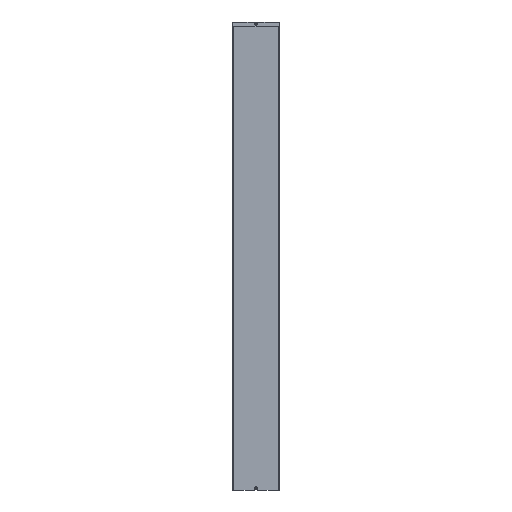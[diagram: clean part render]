
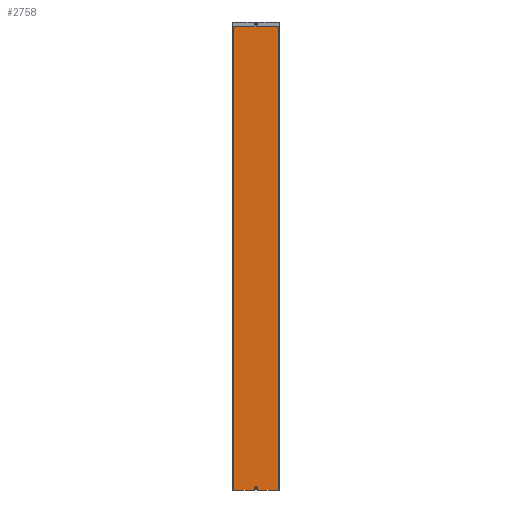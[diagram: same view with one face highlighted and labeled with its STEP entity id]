
A CAD part, front view. The second image highlights one B-rep face of the part: STEP entity #2758.
In plain terms, the highlighted planar face has unit normal (0, -1, 0).
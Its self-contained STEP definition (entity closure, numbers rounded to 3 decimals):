
#17 = EDGE_CURVE ( 'NONE', #5544, #595, #330, .T. ) ;
#109 = VERTEX_POINT ( 'NONE', #912 ) ;
#161 = ORIENTED_EDGE ( 'NONE', *, *, #2356, .T. ) ;
#167 = VECTOR ( 'NONE', #6790, 1000. ) ;
#181 = DIRECTION ( 'NONE',  ( 0., -1., 0. ) ) ;
#191 = CARTESIAN_POINT ( 'NONE',  ( 11.414, 0., -2969. ) ) ;
#245 = FACE_OUTER_BOUND ( 'NONE', #3312, .T. ) ;
#330 = LINE ( 'NONE', #461, #7423 ) ;
#349 = DIRECTION ( 'NONE',  ( 0.707, 0., -0.707 ) ) ;
#365 = ORIENTED_EDGE ( 'NONE', *, *, #6430, .T. ) ;
#392 = DIRECTION ( 'NONE',  ( 0., 0., 1. ) ) ;
#424 = VERTEX_POINT ( 'NONE', #805 ) ;
#461 = CARTESIAN_POINT ( 'NONE',  ( -149., 0., -2969. ) ) ;
#595 = VERTEX_POINT ( 'NONE', #5584 ) ;
#601 = CIRCLE ( 'NONE', #5302, 7.3 ) ;
#608 = CARTESIAN_POINT ( 'NONE',  ( -150., 0., -2969. ) ) ;
#787 = VECTOR ( 'NONE', #2689, 1000. ) ;
#805 = CARTESIAN_POINT ( 'NONE',  ( 10.854, 0., -2968.646 ) ) ;
#912 = CARTESIAN_POINT ( 'NONE',  ( -10.854, 0., -2968.646 ) ) ;
#987 = ORIENTED_EDGE ( 'NONE', *, *, #8630, .F. ) ;
#1037 = DIRECTION ( 'NONE',  ( 0., -1., 0. ) ) ;
#1053 = VERTEX_POINT ( 'NONE', #7347 ) ;
#1084 = DIRECTION ( 'NONE',  ( 1., 0., 0. ) ) ;
#1177 = DIRECTION ( 'NONE',  ( 0., 1., 0. ) ) ;
#1227 = ORIENTED_EDGE ( 'NONE', *, *, #5641, .T. ) ;
#1255 = EDGE_LOOP ( 'NONE', ( #5110, #1446 ) ) ;
#1278 = VERTEX_POINT ( 'NONE', #191 ) ;
#1332 = DIRECTION ( 'NONE',  ( 1., 0., 0. ) ) ;
#1336 = AXIS2_PLACEMENT_3D ( 'NONE', #4294, #181, #5003 ) ;
#1392 = AXIS2_PLACEMENT_3D ( 'NONE', #3138, #7880, #3845 ) ;
#1420 = CARTESIAN_POINT ( 'NONE',  ( -11.414, 0., -2969. ) ) ;
#1446 = ORIENTED_EDGE ( 'NONE', *, *, #7471, .T. ) ;
#1476 = CARTESIAN_POINT ( 'NONE',  ( -111.749, 0., 0. ) ) ;
#1653 = EDGE_CURVE ( 'NONE', #5544, #5480, #3118, .T. ) ;
#1689 = CARTESIAN_POINT ( 'NONE',  ( 10.5, 0., -2968.5 ) ) ;
#1742 = CIRCLE ( 'NONE', #5069, 0.5 ) ;
#1858 = FACE_BOUND ( 'NONE', #1255, .T. ) ;
#1884 = CARTESIAN_POINT ( 'NONE',  ( 0., 0., -2955. ) ) ;
#2174 = CARTESIAN_POINT ( 'NONE',  ( -37.25, 0., 0. ) ) ;
#2188 = ORIENTED_EDGE ( 'NONE', *, *, #4270, .T. ) ;
#2329 = VERTEX_POINT ( 'NONE', #4450 ) ;
#2356 = EDGE_CURVE ( 'NONE', #109, #3631, #1742, .T. ) ;
#2560 = VERTEX_POINT ( 'NONE', #8752 ) ;
#2561 = DIRECTION ( 'NONE',  ( 0., 0., 1. ) ) ;
#2583 = CARTESIAN_POINT ( 'NONE',  ( 149., 0., -2969. ) ) ;
#2623 = ORIENTED_EDGE ( 'NONE', *, *, #17, .F. ) ;
#2689 = DIRECTION ( 'NONE',  ( 1., 0., 0. ) ) ;
#2758 = ADVANCED_FACE ( 'NONE', ( #1858, #245 ), #7192, .T. ) ;
#2796 = CARTESIAN_POINT ( 'NONE',  ( -150., 0., -2968.5 ) ) ;
#2814 = LINE ( 'NONE', #608, #787 ) ;
#2830 = CARTESIAN_POINT ( 'NONE',  ( -149., 0., 0. ) ) ;
#2831 = ORIENTED_EDGE ( 'NONE', *, *, #7934, .T. ) ;
#2843 = AXIS2_PLACEMENT_3D ( 'NONE', #3542, #8240, #4230 ) ;
#2857 = CARTESIAN_POINT ( 'NONE',  ( 0., 0., 0. ) ) ;
#3030 = ORIENTED_EDGE ( 'NONE', *, *, #8556, .T. ) ;
#3118 = LINE ( 'NONE', #3424, #6392 ) ;
#3138 = CARTESIAN_POINT ( 'NONE',  ( -11.414, 0., -2968.5 ) ) ;
#3312 = EDGE_LOOP ( 'NONE', ( #3030, #1227, #8231, #2831, #987, #8031, #2623, #7639, #2188, #365, #161, #7229, #3597 ) ) ;
#3347 = CARTESIAN_POINT ( 'NONE',  ( 149., 0., -2969. ) ) ;
#3393 = LINE ( 'NONE', #5953, #6841 ) ;
#3424 = CARTESIAN_POINT ( 'NONE',  ( -150., 0., -2969. ) ) ;
#3542 = CARTESIAN_POINT ( 'NONE',  ( 10.5, 0., -2969. ) ) ;
#3569 = CARTESIAN_POINT ( 'NONE',  ( 0., 0., -2962.3 ) ) ;
#3597 = ORIENTED_EDGE ( 'NONE', *, *, #6766, .T. ) ;
#3631 = VERTEX_POINT ( 'NONE', #4500 ) ;
#3813 = LINE ( 'NONE', #3347, #167 ) ;
#3845 = DIRECTION ( 'NONE',  ( 1., 0., 0. ) ) ;
#3894 = VERTEX_POINT ( 'NONE', #2583 ) ;
#4010 = DIRECTION ( 'NONE',  ( 0., 1., 0. ) ) ;
#4020 = LINE ( 'NONE', #4828, #7430 ) ;
#4230 = DIRECTION ( 'NONE',  ( 0., 0., 1. ) ) ;
#4270 = EDGE_CURVE ( 'NONE', #5480, #5942, #7198, .T. ) ;
#4294 = CARTESIAN_POINT ( 'NONE',  ( 11.414, 0., -2968.5 ) ) ;
#4414 = AXIS2_PLACEMENT_3D ( 'NONE', #5191, #1037, #5912 ) ;
#4436 = B_SPLINE_CURVE_WITH_KNOTS ( 'NONE', 3,
 ( #2830, #4936, #1476, #6342, #2174, #6987, #2857 ),
 .UNSPECIFIED., .F., .F.,
 ( 4, 1, 1, 1, 4 ),
 ( 0., 0.25, 0.5, 0.75, 1. ),
 .UNSPECIFIED. ) ;
#4440 = VECTOR ( 'NONE', #349, 1000. ) ;
#4450 = CARTESIAN_POINT ( 'NONE',  ( 0., 0., 0. ) ) ;
#4500 = CARTESIAN_POINT ( 'NONE',  ( -10.5, 0., -2968.5 ) ) ;
#4828 = CARTESIAN_POINT ( 'NONE',  ( -11.207, 0., -2969. ) ) ;
#4936 = CARTESIAN_POINT ( 'NONE',  ( -136.583, 0., 0. ) ) ;
#5003 = DIRECTION ( 'NONE',  ( 1., 0., 0. ) ) ;
#5069 = AXIS2_PLACEMENT_3D ( 'NONE', #5340, #1177, #6049 ) ;
#5110 = ORIENTED_EDGE ( 'NONE', *, *, #7868, .T. ) ;
#5191 = CARTESIAN_POINT ( 'NONE',  ( 150., 0., -2969. ) ) ;
#5302 = AXIS2_PLACEMENT_3D ( 'NONE', #8036, #4010, #8676 ) ;
#5340 = CARTESIAN_POINT ( 'NONE',  ( -10.5, 0., -2969. ) ) ;
#5480 = VERTEX_POINT ( 'NONE', #1420 ) ;
#5492 = EDGE_CURVE ( 'NONE', #3631, #6079, #8041, .T. ) ;
#5508 = AXIS2_PLACEMENT_3D ( 'NONE', #1884, #6706, #2561 ) ;
#5544 = VERTEX_POINT ( 'NONE', #6303 ) ;
#5552 = DIRECTION ( 'NONE',  ( 0.707, 0., 0.707 ) ) ;
#5584 = CARTESIAN_POINT ( 'NONE',  ( -149., 0., 0. ) ) ;
#5641 = EDGE_CURVE ( 'NONE', #7652, #1278, #7821, .T. ) ;
#5912 = DIRECTION ( 'NONE',  ( 1., 0., 0. ) ) ;
#5942 = VERTEX_POINT ( 'NONE', #7742 ) ;
#5953 = CARTESIAN_POINT ( 'NONE',  ( -149., 0., 0. ) ) ;
#6049 = DIRECTION ( 'NONE',  ( 0., 0., 1. ) ) ;
#6079 = VERTEX_POINT ( 'NONE', #1689 ) ;
#6276 = DIRECTION ( 'NONE',  ( 1., 0., 0. ) ) ;
#6303 = CARTESIAN_POINT ( 'NONE',  ( -149., 0., -2969. ) ) ;
#6338 = VECTOR ( 'NONE', #6276, 1000. ) ;
#6342 = CARTESIAN_POINT ( 'NONE',  ( -74.499, 0., 0. ) ) ;
#6374 = EDGE_CURVE ( 'NONE', #1278, #3894, #2814, .T. ) ;
#6392 = VECTOR ( 'NONE', #1332, 1000. ) ;
#6430 = EDGE_CURVE ( 'NONE', #5942, #109, #4020, .T. ) ;
#6706 = DIRECTION ( 'NONE',  ( 0., 1., 0. ) ) ;
#6766 = EDGE_CURVE ( 'NONE', #6079, #424, #7534, .T. ) ;
#6790 = DIRECTION ( 'NONE',  ( 0., 0., 1. ) ) ;
#6795 = EDGE_CURVE ( 'NONE', #595, #2329, #4436, .T. ) ;
#6799 = VERTEX_POINT ( 'NONE', #3569 ) ;
#6841 = VECTOR ( 'NONE', #1084, 1000. ) ;
#6943 = CARTESIAN_POINT ( 'NONE',  ( 11.061, 0., -2968.854 ) ) ;
#6987 = CARTESIAN_POINT ( 'NONE',  ( -12.417, 0., 0. ) ) ;
#7027 = LINE ( 'NONE', #8474, #4440 ) ;
#7192 = PLANE ( 'NONE',  #4414 ) ;
#7198 = CIRCLE ( 'NONE', #1392, 0.5 ) ;
#7229 = ORIENTED_EDGE ( 'NONE', *, *, #5492, .T. ) ;
#7347 = CARTESIAN_POINT ( 'NONE',  ( 149., 0., 0. ) ) ;
#7423 = VECTOR ( 'NONE', #392, 1000. ) ;
#7430 = VECTOR ( 'NONE', #5552, 1000. ) ;
#7471 = EDGE_CURVE ( 'NONE', #6799, #2560, #8213, .T. ) ;
#7534 = CIRCLE ( 'NONE', #2843, 0.5 ) ;
#7639 = ORIENTED_EDGE ( 'NONE', *, *, #1653, .T. ) ;
#7652 = VERTEX_POINT ( 'NONE', #6943 ) ;
#7742 = CARTESIAN_POINT ( 'NONE',  ( -11.061, 0., -2968.854 ) ) ;
#7821 = CIRCLE ( 'NONE', #1336, 0.5 ) ;
#7868 = EDGE_CURVE ( 'NONE', #2560, #6799, #601, .T. ) ;
#7880 = DIRECTION ( 'NONE',  ( 0., -1., 0. ) ) ;
#7934 = EDGE_CURVE ( 'NONE', #3894, #1053, #3813, .T. ) ;
#8031 = ORIENTED_EDGE ( 'NONE', *, *, #6795, .F. ) ;
#8036 = CARTESIAN_POINT ( 'NONE',  ( 0., 0., -2955. ) ) ;
#8041 = LINE ( 'NONE', #2796, #6338 ) ;
#8213 = CIRCLE ( 'NONE', #5508, 7.3 ) ;
#8231 = ORIENTED_EDGE ( 'NONE', *, *, #6374, .T. ) ;
#8240 = DIRECTION ( 'NONE',  ( 0., 1., 0. ) ) ;
#8474 = CARTESIAN_POINT ( 'NONE',  ( 11.207, 0., -2969. ) ) ;
#8556 = EDGE_CURVE ( 'NONE', #424, #7652, #7027, .T. ) ;
#8630 = EDGE_CURVE ( 'NONE', #2329, #1053, #3393, .T. ) ;
#8676 = DIRECTION ( 'NONE',  ( 0., 0., 1. ) ) ;
#8752 = CARTESIAN_POINT ( 'NONE',  ( 0., 0., -2947.7 ) ) ;
